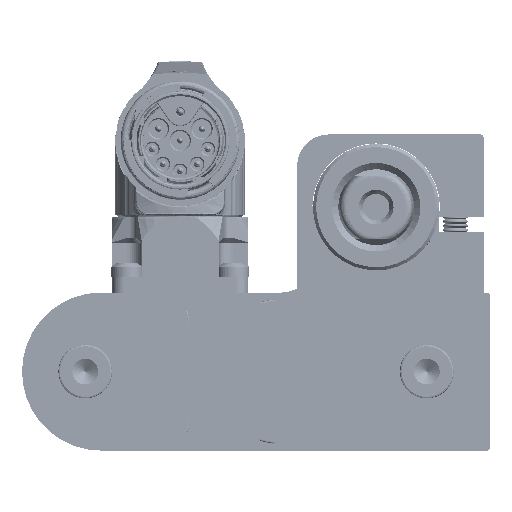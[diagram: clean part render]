
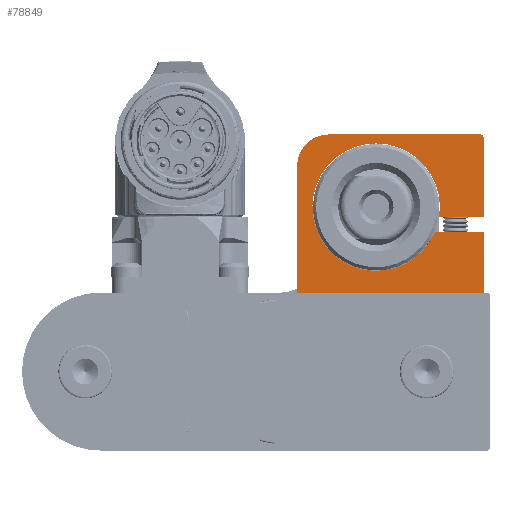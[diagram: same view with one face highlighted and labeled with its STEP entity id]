
A CAD part, left-side view. The second image highlights one B-rep face of the part: STEP entity #78849.
In plain terms, the highlighted face is planar.
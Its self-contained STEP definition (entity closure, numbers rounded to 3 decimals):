
#142 = ORIENTED_EDGE ( 'NONE', *, *, #44036, .T. ) ;
#1099 = AXIS2_PLACEMENT_3D ( 'NONE', #28321, #59371, #12510 ) ;
#1563 = DIRECTION ( 'NONE',  ( 0., -1., 0. ) ) ;
#1751 = ORIENTED_EDGE ( 'NONE', *, *, #3295, .F. ) ;
#1854 = EDGE_CURVE ( 'NONE', #49490, #22930, #74808, .T. ) ;
#3295 = EDGE_CURVE ( 'NONE', #64502, #49490, #8692, .T. ) ;
#3482 = ORIENTED_EDGE ( 'NONE', *, *, #44384, .T. ) ;
#4336 = CARTESIAN_POINT ( 'NONE',  ( -10., 14.5, 30. ) ) ;
#4801 = VECTOR ( 'NONE', #1563, 1000. ) ;
#6108 = CARTESIAN_POINT ( 'NONE',  ( 14.5, 1.5, 30. ) ) ;
#6876 = ORIENTED_EDGE ( 'NONE', *, *, #1854, .F. ) ;
#7958 = DIRECTION ( 'NONE',  ( -1., 0., 0. ) ) ;
#8692 = LINE ( 'NONE', #47857, #93357 ) ;
#9664 = AXIS2_PLACEMENT_3D ( 'NONE', #92275, #98946, #21399 ) ;
#9697 = DIRECTION ( 'NONE',  ( 0., 0., 1. ) ) ;
#11619 = LINE ( 'NONE', #42667, #20776 ) ;
#12510 = DIRECTION ( 'NONE',  ( 1., 0., 0. ) ) ;
#12688 = VERTEX_POINT ( 'NONE', #80657 ) ;
#15333 = EDGE_CURVE ( 'NONE', #47618, #42862, #19043, .T. ) ;
#15366 = CARTESIAN_POINT ( 'NONE',  ( 0., 0., 30. ) ) ;
#18595 = VECTOR ( 'NONE', #26359, 1000. ) ;
#19043 = CIRCLE ( 'NONE', #1099, 5. ) ;
#20258 = CARTESIAN_POINT ( 'NONE',  ( 6.747, -1., 30. ) ) ;
#20451 = ORIENTED_EDGE ( 'NONE', *, *, #95231, .T. ) ;
#20776 = VECTOR ( 'NONE', #73809, 1000. ) ;
#21399 = DIRECTION ( 'NONE',  ( 1., 0., 0. ) ) ;
#22930 = VERTEX_POINT ( 'NONE', #20258 ) ;
#23321 = VECTOR ( 'NONE', #7958, 1000. ) ;
#24322 = AXIS2_PLACEMENT_3D ( 'NONE', #49145, #97691, #27768 ) ;
#24429 = EDGE_CURVE ( 'NONE', #22930, #43106, #11619, .T. ) ;
#24897 = ORIENTED_EDGE ( 'NONE', *, *, #99144, .T. ) ;
#25445 = VERTEX_POINT ( 'NONE', #78847 ) ;
#25838 = LINE ( 'NONE', #81934, #18595 ) ;
#26359 = DIRECTION ( 'NONE',  ( 0., 1., 0. ) ) ;
#27768 = DIRECTION ( 'NONE',  ( 1., 0., 0. ) ) ;
#28321 = CARTESIAN_POINT ( 'NONE',  ( -10., 9.5, 30. ) ) ;
#29004 = ORIENTED_EDGE ( 'NONE', *, *, #24429, .F. ) ;
#29722 = ORIENTED_EDGE ( 'NONE', *, *, #15333, .T. ) ;
#30615 = PLANE ( 'NONE',  #71203 ) ;
#37505 = CARTESIAN_POINT ( 'NONE',  ( 14.5, 14., 30. ) ) ;
#39745 = LINE ( 'NONE', #70860, #42371 ) ;
#39774 = CARTESIAN_POINT ( 'NONE',  ( -15., 14.5, 30. ) ) ;
#42371 = VECTOR ( 'NONE', #94371, 1000. ) ;
#42667 = CARTESIAN_POINT ( 'NONE',  ( 5.5, -1., 30. ) ) ;
#42862 = VERTEX_POINT ( 'NONE', #84601 ) ;
#43106 = VERTEX_POINT ( 'NONE', #57463 ) ;
#44036 = EDGE_CURVE ( 'NONE', #42862, #12688, #64220, .T. ) ;
#44384 = EDGE_CURVE ( 'NONE', #86570, #25445, #53587, .T. ) ;
#44696 = VECTOR ( 'NONE', #95120, 1000. ) ;
#46610 = LINE ( 'NONE', #77779, #23321 ) ;
#47378 = DIRECTION ( 'NONE',  ( -1., 0., 0. ) ) ;
#47618 = VERTEX_POINT ( 'NONE', #4336 ) ;
#47646 = CARTESIAN_POINT ( 'NONE',  ( 7.463, 1.5, 30. ) ) ;
#47857 = CARTESIAN_POINT ( 'NONE',  ( 5.5, 1.5, 30. ) ) ;
#49145 = CARTESIAN_POINT ( 'NONE',  ( -2.5, 3., 30. ) ) ;
#49490 = VERTEX_POINT ( 'NONE', #47646 ) ;
#49609 = LINE ( 'NONE', #56779, #44696 ) ;
#53587 = CIRCLE ( 'NONE', #9664, 0.5 ) ;
#54698 = EDGE_LOOP ( 'NONE', ( #55917, #3482, #73229, #29722, #142, #24897, #20451, #29004, #6876, #1751 ) ) ;
#55917 = ORIENTED_EDGE ( 'NONE', *, *, #98849, .T. ) ;
#56779 = CARTESIAN_POINT ( 'NONE',  ( -15., -10.5, 30. ) ) ;
#57463 = CARTESIAN_POINT ( 'NONE',  ( 14.5, -1., 30. ) ) ;
#59371 = DIRECTION ( 'NONE',  ( 0., 0., 1. ) ) ;
#64220 = LINE ( 'NONE', #39774, #4801 ) ;
#64502 = VERTEX_POINT ( 'NONE', #6108 ) ;
#70379 = FACE_OUTER_BOUND ( 'NONE', #54698, .T. ) ;
#70860 = CARTESIAN_POINT ( 'NONE',  ( 14.5, 14.5, 30. ) ) ;
#71203 = AXIS2_PLACEMENT_3D ( 'NONE', #15366, #9697, #78044 ) ;
#73229 = ORIENTED_EDGE ( 'NONE', *, *, #97824, .T. ) ;
#73809 = DIRECTION ( 'NONE',  ( 1., 0., 0. ) ) ;
#74808 = CIRCLE ( 'NONE', #24322, 10.075 ) ;
#77779 = CARTESIAN_POINT ( 'NONE',  ( -15., 14.5, 30. ) ) ;
#78044 = DIRECTION ( 'NONE',  ( 1., 0., 0. ) ) ;
#78847 = CARTESIAN_POINT ( 'NONE',  ( 14., 14.5, 30. ) ) ;
#78849 = ADVANCED_FACE ( 'NONE', ( #70379 ), #30615, .T. ) ;
#80657 = CARTESIAN_POINT ( 'NONE',  ( -15., -10.5, 30. ) ) ;
#81694 = CARTESIAN_POINT ( 'NONE',  ( 14.5, -10.5, 30. ) ) ;
#81934 = CARTESIAN_POINT ( 'NONE',  ( 14.5, 14.5, 30. ) ) ;
#84601 = CARTESIAN_POINT ( 'NONE',  ( -15., 9.5, 30. ) ) ;
#86570 = VERTEX_POINT ( 'NONE', #37505 ) ;
#92275 = CARTESIAN_POINT ( 'NONE',  ( 14., 14., 30. ) ) ;
#93357 = VECTOR ( 'NONE', #47378, 1000. ) ;
#94371 = DIRECTION ( 'NONE',  ( 0., 1., 0. ) ) ;
#94397 = VERTEX_POINT ( 'NONE', #81694 ) ;
#95120 = DIRECTION ( 'NONE',  ( 1., 0., 0. ) ) ;
#95231 = EDGE_CURVE ( 'NONE', #94397, #43106, #39745, .T. ) ;
#97691 = DIRECTION ( 'NONE',  ( 0., 0., 1. ) ) ;
#97824 = EDGE_CURVE ( 'NONE', #25445, #47618, #46610, .T. ) ;
#98849 = EDGE_CURVE ( 'NONE', #64502, #86570, #25838, .T. ) ;
#98946 = DIRECTION ( 'NONE',  ( 0., 0., 1. ) ) ;
#99144 = EDGE_CURVE ( 'NONE', #12688, #94397, #49609, .T. ) ;
